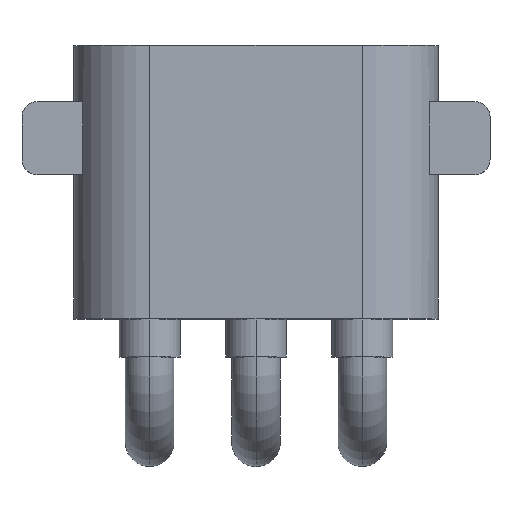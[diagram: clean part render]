
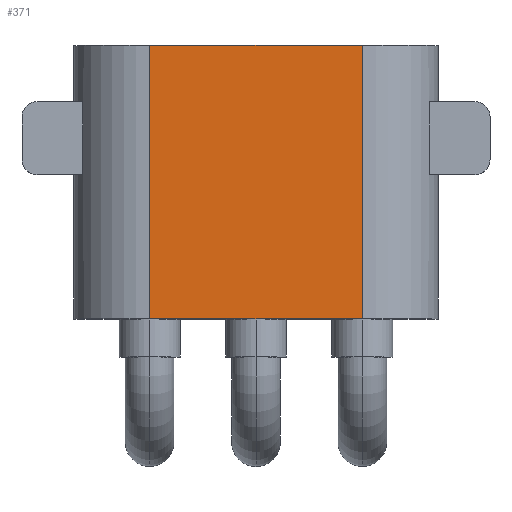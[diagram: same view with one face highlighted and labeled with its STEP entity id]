
A CAD part, top view. The second image highlights one B-rep face of the part: STEP entity #371.
In plain terms, the highlighted planar face has unit normal (0, 0, 1).
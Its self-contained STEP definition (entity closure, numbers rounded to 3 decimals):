
#19 = VERTEX_POINT ( 'NONE', #1233 ) ;
#20 = CARTESIAN_POINT ( 'NONE',  ( 0., 4.05, 5.3 ) ) ;
#131 = LINE ( 'NONE', #500, #264 ) ;
#264 = VECTOR ( 'NONE', #1016, 1000. ) ;
#336 = FACE_OUTER_BOUND ( 'NONE', #2091, .T. ) ;
#371 = ADVANCED_FACE ( 'NONE', ( #336 ), #1210, .F. ) ;
#489 = LINE ( 'NONE', #1789, #1769 ) ;
#500 = CARTESIAN_POINT ( 'NONE',  ( 0., 13.05, 5.3 ) ) ;
#504 = VERTEX_POINT ( 'NONE', #20 ) ;
#525 = VECTOR ( 'NONE', #1214, 1000. ) ;
#596 = VERTEX_POINT ( 'NONE', #1899 ) ;
#866 = DIRECTION ( 'NONE',  ( 1., 0., 0. ) ) ;
#922 = ORIENTED_EDGE ( 'NONE', *, *, #1932, .F. ) ;
#997 = EDGE_CURVE ( 'NONE', #1408, #504, #1986, .T. ) ;
#1016 = DIRECTION ( 'NONE',  ( 1., 0., 0. ) ) ;
#1025 = CARTESIAN_POINT ( 'NONE',  ( 7., 13.05, 5.3 ) ) ;
#1103 = AXIS2_PLACEMENT_3D ( 'NONE', #2154, #2129, #1395 ) ;
#1210 = PLANE ( 'NONE',  #1103 ) ;
#1214 = DIRECTION ( 'NONE',  ( 0., -1., 0. ) ) ;
#1233 = CARTESIAN_POINT ( 'NONE',  ( 7., 13.05, 5.3 ) ) ;
#1395 = DIRECTION ( 'NONE',  ( 0., 1., 0. ) ) ;
#1408 = VERTEX_POINT ( 'NONE', #1966 ) ;
#1422 = CARTESIAN_POINT ( 'NONE',  ( 0., 13.05, 5.3 ) ) ;
#1596 = LINE ( 'NONE', #1025, #2198 ) ;
#1715 = ORIENTED_EDGE ( 'NONE', *, *, #1822, .F. ) ;
#1769 = VECTOR ( 'NONE', #866, 1000. ) ;
#1780 = DIRECTION ( 'NONE',  ( 0., -1., 0. ) ) ;
#1789 = CARTESIAN_POINT ( 'NONE',  ( 0., 4.05, 5.3 ) ) ;
#1822 = EDGE_CURVE ( 'NONE', #1408, #19, #131, .T. ) ;
#1864 = EDGE_CURVE ( 'NONE', #504, #596, #489, .T. ) ;
#1899 = CARTESIAN_POINT ( 'NONE',  ( 7., 4.05, 5.3 ) ) ;
#1932 = EDGE_CURVE ( 'NONE', #19, #596, #1596, .T. ) ;
#1966 = CARTESIAN_POINT ( 'NONE',  ( 0., 13.05, 5.3 ) ) ;
#1986 = LINE ( 'NONE', #1422, #525 ) ;
#2091 = EDGE_LOOP ( 'NONE', ( #2341, #922, #1715, #2387 ) ) ;
#2129 = DIRECTION ( 'NONE',  ( 0., 0., -1. ) ) ;
#2154 = CARTESIAN_POINT ( 'NONE',  ( 0., 13.05, 5.3 ) ) ;
#2198 = VECTOR ( 'NONE', #1780, 1000. ) ;
#2341 = ORIENTED_EDGE ( 'NONE', *, *, #1864, .T. ) ;
#2387 = ORIENTED_EDGE ( 'NONE', *, *, #997, .T. ) ;
